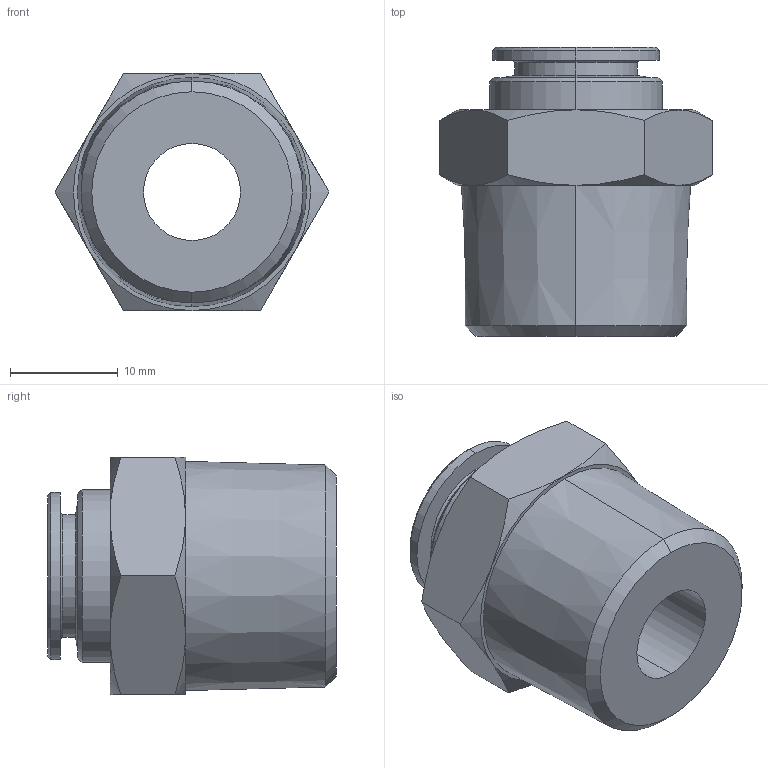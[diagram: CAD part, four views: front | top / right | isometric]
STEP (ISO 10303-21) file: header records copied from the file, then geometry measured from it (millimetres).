
FILE_DESCRIPTION(( 'MA.11.10.12.STEP' ), '1');
FILE_NAME( 'MA.11.10.12.STEP', '2018-09-27T17:28:44',( 'Sopra'),('sopra-pneumatic.com'), 'SwSTEP 2.0','SolidWorks 2009','' );
FILE_SCHEMA (( 'CONFIG_CONTROL_DESIGN' ));
Length unit declared in the file: millimetre
Products named in the file (1): A0010054
Bounding box: 25.4 x 26.8 x 22 mm (x, y, z)
Volume: 6644 mm3; surface area: 3277 mm2
Topology: 1 solids, 1 shells, 50 faces, 108 edges, 64 vertices
Faces by surface type: cone 28, plane 12, cylinder 10
Entity records: 1529 total; most frequent: CARTESIAN_POINT 367, DIRECTION 238, ORIENTED_EDGE 216, EDGE_CURVE 108, AXIS2_PLACEMENT_3D 103, VERTEX_POINT 64, EDGE_LOOP 56, CIRCLE 52
